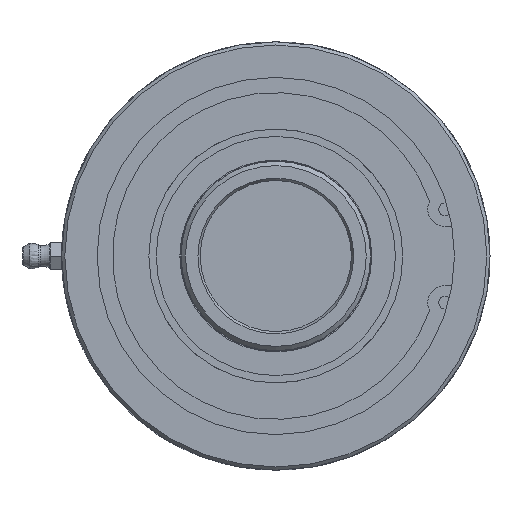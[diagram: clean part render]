
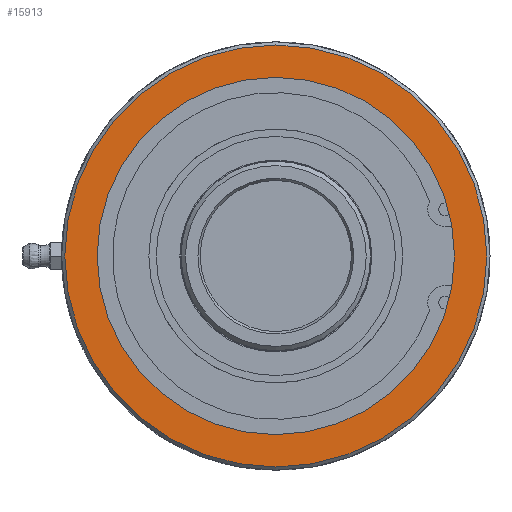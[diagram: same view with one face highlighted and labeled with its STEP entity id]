
A CAD part, left-side view. The second image highlights one B-rep face of the part: STEP entity #15913.
In plain terms, the highlighted planar face has unit normal (-1, 0, 0).
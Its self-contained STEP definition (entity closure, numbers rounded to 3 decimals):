
#801=PLANE('',#16918);
#905=FACE_BOUND('',#3228,.T.);
#1364=CIRCLE('',#16916,53.2);
#1365=CIRCLE('',#16919,45.035);
#2239=FACE_OUTER_BOUND('',#3227,.T.);
#3227=EDGE_LOOP('',(#14446));
#3228=EDGE_LOOP('',(#14447));
#7613=VERTEX_POINT('',#36078);
#7614=VERTEX_POINT('',#36083);
#9908=EDGE_CURVE('',#7613,#7613,#1364,.T.);
#9910=EDGE_CURVE('',#7614,#7614,#1365,.T.);
#14446=ORIENTED_EDGE('',*,*,#9908,.F.);
#14447=ORIENTED_EDGE('',*,*,#9910,.T.);
#15913=ADVANCED_FACE('',(#2239,#905),#801,.F.);
#16916=AXIS2_PLACEMENT_3D('',#36079,#19802,#19803);
#16918=AXIS2_PLACEMENT_3D('',#36082,#19807,#19808);
#16919=AXIS2_PLACEMENT_3D('',#36084,#19809,#19810);
#19802=DIRECTION('center_axis',(1.,0.,0.));
#19803=DIRECTION('ref_axis',(0.,-1.,0.));
#19807=DIRECTION('center_axis',(1.,0.,0.));
#19808=DIRECTION('ref_axis',(0.,0.,-1.));
#19809=DIRECTION('center_axis',(1.,0.,0.));
#19810=DIRECTION('ref_axis',(0.,1.,0.));
#36078=CARTESIAN_POINT('',(2.,53.2,0.));
#36079=CARTESIAN_POINT('Origin',(2.,0.,0.));
#36082=CARTESIAN_POINT('Origin',(2.,27.,0.));
#36083=CARTESIAN_POINT('',(2.,-45.035,0.));
#36084=CARTESIAN_POINT('Origin',(2.,0.,0.));
